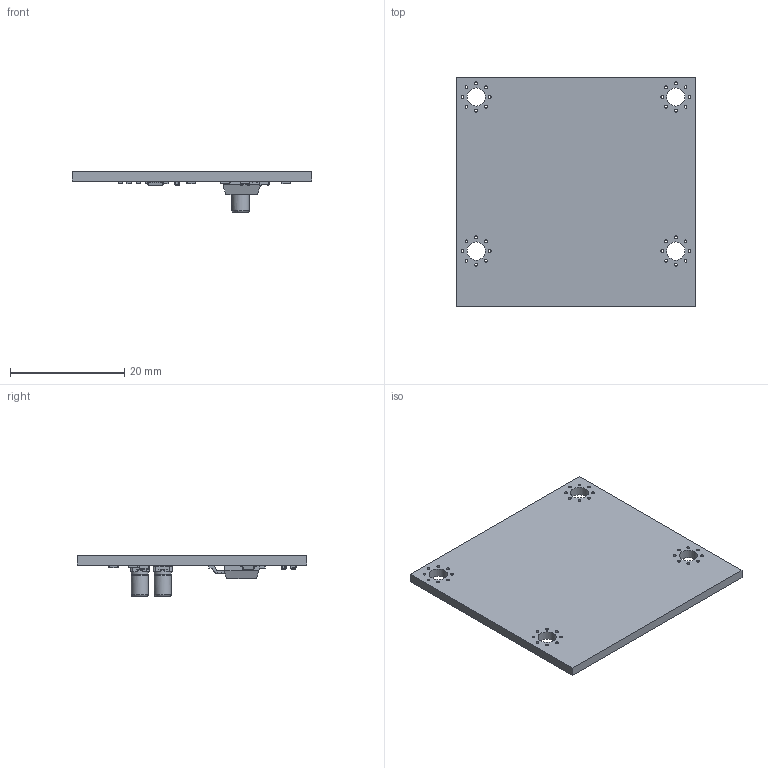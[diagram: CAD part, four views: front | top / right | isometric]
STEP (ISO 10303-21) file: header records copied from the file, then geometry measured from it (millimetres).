
FILE_DESCRIPTION(('KiCad electronic assembly'),'2;1');
FILE_NAME('ir_led_projector_v0.3.step','2021-12-15T12:23:33',('Pcbnew'), ('Kicad'),'Open CASCADE STEP processor 7.5','KiCad to STEP converter', 'Unknown');
FILE_SCHEMA(('AUTOMOTIVE_DESIGN { 1 0 10303 214 1 1 1 1 }'));
Length unit declared in the file: millimetre
Products named in the file (12): ir_led_projector_v0.3 1; R_0603_1608Metric; SOLID; D_0603_1608Metric; AON3402; COMPOUND; CP_Elec_3x5.4; TO-252-3_TabPin2; ir_led_projector_v0.3 PCB
Assembly tree (26 placements, depth 3):
  ir_led_projector_v0.3 1
    R_0603_1608Metric  x13
      SOLID
    D_0603_1608Metric  x3
      SOLID
    AON3402
      COMPOUND
    CP_Elec_3x5.4  x2
      SOLID
    TO-252-3_TabPin2
      SOLID
    ir_led_projector_v0.3 PCB
Bounding box: 42 x 40.3 x 7.05 mm (x, y, z)
Volume: 2829 mm3; surface area: 4145.3 mm2
Topology: 29 solids, 29 shells, 764 faces, 2000 edges, 1304 vertices
Faces by surface type: bspline 722, cylinder 36, plane 6
Full cylindrical faces by diameter (mm): 0.5 x32, 3.2 x4
Entity records: 21959 total; most frequent: CARTESIAN_POINT 7841, B_SPLINE_CURVE_WITH_KNOTS 2017, ORIENTED_EDGE 1730, PCURVE 1730, DEFINITIONAL_REPRESENTATION 1730, EDGE_CURVE 865, SURFACE_CURVE 822, DIRECTION 570
